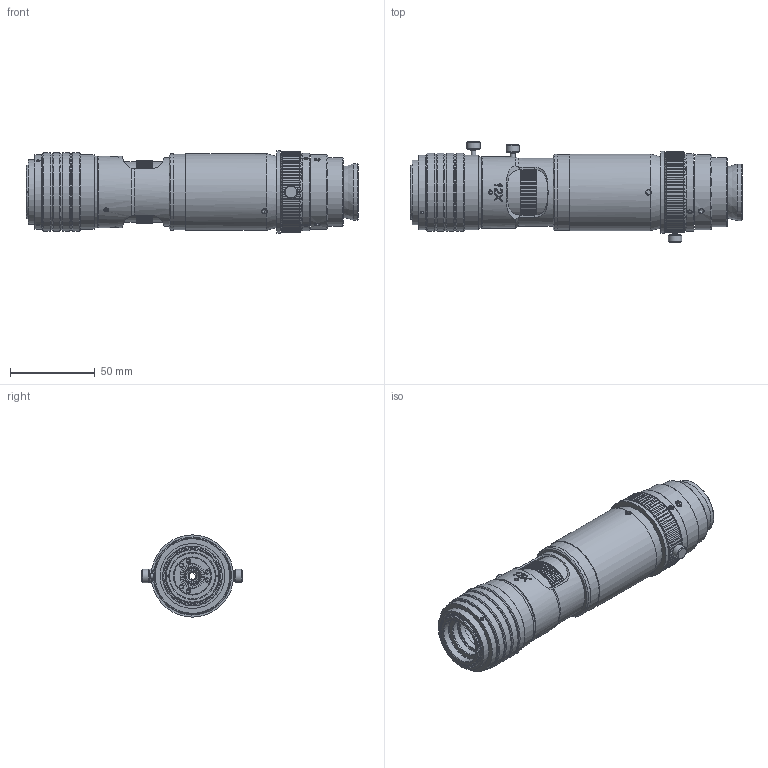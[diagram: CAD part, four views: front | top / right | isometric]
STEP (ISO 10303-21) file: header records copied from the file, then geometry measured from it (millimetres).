
FILE_DESCRIPTION(/* description */ ('TUBE, BODY, 12X ZM'),/* implementation_level */ '2;1');
FILE_NAME(/* name */ '50486A_0.stp',/* time_stamp */ '2016-03-09T08:20:05-05:00',/* author */ ('BONAFEDE'),/* organization */ (''),/* preprocessor_version */ 'ST-DEVELOPER v16.1',/* originating_system */ 'Autodesk Inventor 2016',/* authorisation */ '');
FILE_SCHEMA (('AUTOMOTIVE_DESIGN { 1 0 10303 214 3 1 1 }'));
Products named in the file (61): 50354; 50536; 50537; 50348; 50143; 50616; 50693; 50361; 50372; 50350; 60697; 50465; 50359; 50121; 50371; 50349; 50358; 60888; 60667; 6296; 50542; 7004; 7015; 60070; 50543; 7261; 60433; 60436; 50541; 60668; 7007; 50725; 50726; 50727; 50466; 50467; 50539; 7588; 30068_1; 30068_3 ...
Assembly tree (89 placements, depth 5):
  Assembly1 (LevelofDetail1)
    50486A
      50540
        50348
          50354
          50536
          50537
        50143  x2
        50616  x2
        50693
        50361
        50372
        50350
        60697
        50465
        50359
        50121
        50371
        50349
        50358
        60888  x2
        60667
        6296
        50542
        7004  x3
        7015  x3
        60070
        50543
        60436
          7261
          60433
        50541
        60668
        7007  x3
        50725
        50726
        50727
        50466
        50467
        50539
        7588
        30068
          30068_1
          30068_3  x12
          30068_2
          30068_4
      50144
        50149
        50150
        50151
        50161
        5402
        7008
        7006  x3
        60436
          7261
          60433
        60139_12X
      50145
        50146
Bounding box: 195.58 x 59.18 x 48.41 mm (x, y, z)
Volume: 159926.6 mm3; surface area: 158698.2 mm2
Topology: 84 solids, 84 shells, 1761 faces, 4293 edges, 2827 vertices
Faces by surface type: plane 852, cylinder 643, cone 165, bspline 76, torus 13, sphere 12
Full cylindrical faces by diameter (mm): 1.016 x2, 1.146 x3, 1.219 x1, 1.27 x2, 1.346 x1, 1.448 x24, 1.524 x15, 1.575 x3, 1.6 x5, 1.638 x1, 1.65 x1, 1.702 x9, 1.727 x2, 2.083 x2, 2.159 x9, 2.184 x7, 2.286 x2, 2.489 x12, 2.54 x1, 2.718 x1, 2.845 x9, 2.972 x1, 3.162 x2, 3.175 x2, 3.302 x6, 3.556 x1, 3.785 x1, 4.166 x6, 4.75 x3, 4.978 x1
Entity records: 58516 total; most frequent: CARTESIAN_POINT 25498, DIRECTION 6556, ORIENTED_EDGE 6042, EDGE_CURVE 3021, AXIS2_PLACEMENT_3D 2556, VERTEX_POINT 2213, EDGE_LOOP 2064, LINE 1444
